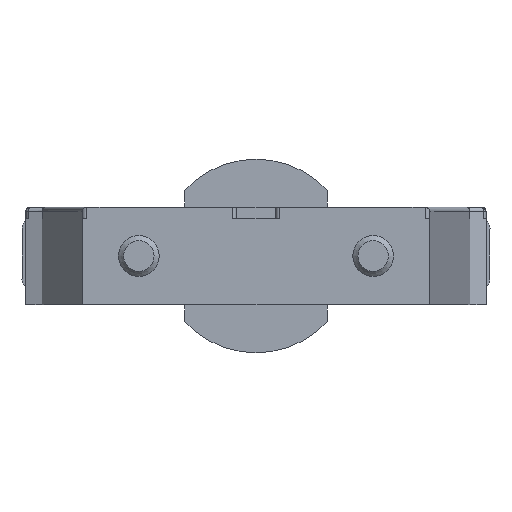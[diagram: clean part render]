
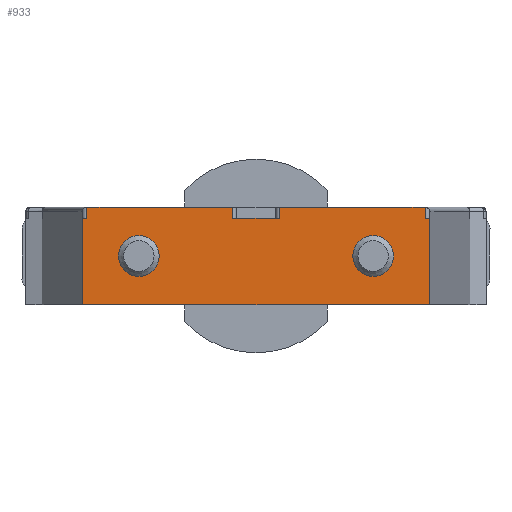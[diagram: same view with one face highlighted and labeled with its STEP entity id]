
A CAD part, front view. The second image highlights one B-rep face of the part: STEP entity #933.
In plain terms, the highlighted planar face has unit normal (0, -1, 0).
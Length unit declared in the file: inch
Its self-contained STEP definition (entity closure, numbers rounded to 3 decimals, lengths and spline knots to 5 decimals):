
#12 = CIRCLE ( 'NONE', #2459, 0.07874 ) ;
#38 = EDGE_LOOP ( 'NONE', ( #7978 ) ) ;
#44 = CARTESIAN_POINT ( 'NONE',  ( -0.09055, 0., 0. ) ) ;
#165 = DIRECTION ( 'NONE',  ( 1., 0., 0. ) ) ;
#196 = CARTESIAN_POINT ( 'NONE',  ( 0.09055, 0., 0.37795 ) ) ;
#364 = EDGE_LOOP ( 'NONE', ( #9100 ) ) ;
#368 = CARTESIAN_POINT ( 'NONE',  ( -0.65651, 0., 0. ) ) ;
#376 = ORIENTED_EDGE ( 'NONE', *, *, #6435, .T. ) ;
#408 = AXIS2_PLACEMENT_3D ( 'NONE', #702, #8305, #5458 ) ;
#439 = DIRECTION ( 'NONE',  ( 0., 0., -1. ) ) ;
#469 = DIRECTION ( 'NONE',  ( 0., 0., -1. ) ) ;
#519 = PLANE ( 'NONE',  #8371 ) ;
#525 = VECTOR ( 'NONE', #2646, 39.37008 ) ;
#544 = CARTESIAN_POINT ( 'NONE',  ( 0.65651, 0., 0.37761 ) ) ;
#702 = CARTESIAN_POINT ( 'NONE',  ( 0.6532, 0., 0.36152 ) ) ;
#791 = EDGE_CURVE ( 'NONE', #10401, #5973, #8067, .T. ) ;
#801 = CARTESIAN_POINT ( 'NONE',  ( -0.66929, 0., 0. ) ) ;
#933 = ADVANCED_FACE ( 'NONE', ( #7125, #5220, #9148 ), #519, .T. ) ;
#1076 = VERTEX_POINT ( 'NONE', #9767 ) ;
#1134 = CARTESIAN_POINT ( 'NONE',  ( -0.65651, 0., 0.33465 ) ) ;
#1158 = EDGE_CURVE ( 'NONE', #2881, #11455, #10458, .T. ) ;
#1185 = CARTESIAN_POINT ( 'NONE',  ( -0.66929, 0., 0. ) ) ;
#1190 = CARTESIAN_POINT ( 'NONE',  ( -0.66929, 0., 0.33465 ) ) ;
#1223 = EDGE_CURVE ( 'NONE', #11605, #8405, #10392, .T. ) ;
#1254 = CARTESIAN_POINT ( 'NONE',  ( 0.45276, 0., 0.18898 ) ) ;
#1311 = CIRCLE ( 'NONE', #4556, 0.01643 ) ;
#1328 = ORIENTED_EDGE ( 'NONE', *, *, #2978, .T. ) ;
#1474 = ORIENTED_EDGE ( 'NONE', *, *, #10275, .T. ) ;
#1663 = CARTESIAN_POINT ( 'NONE',  ( -0.09055, 0., 0.33465 ) ) ;
#1892 = EDGE_CURVE ( 'NONE', #5533, #12147, #1311, .T. ) ;
#1990 = LINE ( 'NONE', #2893, #6133 ) ;
#2110 = DIRECTION ( 'NONE',  ( 0., 1., 0. ) ) ;
#2124 = LINE ( 'NONE', #8901, #4503 ) ;
#2198 = DIRECTION ( 'NONE',  ( 0., 1., 0. ) ) ;
#2200 = VERTEX_POINT ( 'NONE', #7840 ) ;
#2284 = VECTOR ( 'NONE', #5433, 39.37008 ) ;
#2346 = CARTESIAN_POINT ( 'NONE',  ( 0.09055, 0., 0.33465 ) ) ;
#2459 = AXIS2_PLACEMENT_3D ( 'NONE', #1254, #2198, #12283 ) ;
#2646 = DIRECTION ( 'NONE',  ( 0., 0., -1. ) ) ;
#2869 = CARTESIAN_POINT ( 'NONE',  ( -0.6532, 0., 0.37795 ) ) ;
#2881 = VERTEX_POINT ( 'NONE', #5065 ) ;
#2893 = CARTESIAN_POINT ( 'NONE',  ( -0.66929, 0., 0.37795 ) ) ;
#2923 = VERTEX_POINT ( 'NONE', #1134 ) ;
#2978 = EDGE_CURVE ( 'NONE', #2923, #2881, #10842, .T. ) ;
#3014 = ORIENTED_EDGE ( 'NONE', *, *, #10365, .T. ) ;
#3140 = EDGE_CURVE ( 'NONE', #5533, #2923, #7409, .T. ) ;
#3146 = DIRECTION ( 'NONE',  ( -1., 0., 0. ) ) ;
#3244 = EDGE_LOOP ( 'NONE', ( #7274, #1474, #10997, #11701, #9758, #7903, #1328, #12332, #8875, #5734, #3014, #10994, #376, #8685 ) ) ;
#3385 = CARTESIAN_POINT ( 'NONE',  ( -0.66929, 0., 0. ) ) ;
#3528 = EDGE_CURVE ( 'NONE', #3644, #5373, #9238, .T. ) ;
#3644 = VERTEX_POINT ( 'NONE', #5570 ) ;
#3733 = EDGE_CURVE ( 'NONE', #1076, #12147, #1990, .T. ) ;
#3911 = EDGE_CURVE ( 'NONE', #5373, #4099, #12317, .T. ) ;
#3921 = DIRECTION ( 'NONE',  ( 0., 0., 1. ) ) ;
#4099 = VERTEX_POINT ( 'NONE', #2346 ) ;
#4206 = DIRECTION ( 'NONE',  ( -0.202, 0., 0.979 ) ) ;
#4269 = DIRECTION ( 'NONE',  ( 0., 0., -1. ) ) ;
#4270 = CARTESIAN_POINT ( 'NONE',  ( -0.6532, 0., 0.36152 ) ) ;
#4296 = CARTESIAN_POINT ( 'NONE',  ( -0.66929, 0., 0.37795 ) ) ;
#4316 = VECTOR ( 'NONE', #165, 39.37008 ) ;
#4426 = DIRECTION ( 'NONE',  ( 0., 0., 1. ) ) ;
#4503 = VECTOR ( 'NONE', #3146, 39.37008 ) ;
#4521 = CARTESIAN_POINT ( 'NONE',  ( -0.65651, 0., 0.37761 ) ) ;
#4556 = AXIS2_PLACEMENT_3D ( 'NONE', #4270, #2110, #4206 ) ;
#5065 = CARTESIAN_POINT ( 'NONE',  ( -0.66929, 0., 0.33465 ) ) ;
#5132 = VECTOR ( 'NONE', #3921, 39.37008 ) ;
#5194 = CARTESIAN_POINT ( 'NONE',  ( 0.65651, 0., 0.33465 ) ) ;
#5220 = FACE_BOUND ( 'NONE', #364, .T. ) ;
#5260 = DIRECTION ( 'NONE',  ( 0., 0., -1. ) ) ;
#5319 = CIRCLE ( 'NONE', #12412, 0.07874 ) ;
#5373 = VERTEX_POINT ( 'NONE', #196 ) ;
#5433 = DIRECTION ( 'NONE',  ( -1., 0., 0. ) ) ;
#5441 = CARTESIAN_POINT ( 'NONE',  ( 0.65651, 0., 0. ) ) ;
#5458 = DIRECTION ( 'NONE',  ( 0.202, 0., 0.979 ) ) ;
#5533 = VERTEX_POINT ( 'NONE', #4521 ) ;
#5563 = VECTOR ( 'NONE', #5260, 39.37008 ) ;
#5570 = CARTESIAN_POINT ( 'NONE',  ( 0.6532, 0., 0.37795 ) ) ;
#5734 = ORIENTED_EDGE ( 'NONE', *, *, #791, .F. ) ;
#5756 = VECTOR ( 'NONE', #7101, 39.37008 ) ;
#5855 = CARTESIAN_POINT ( 'NONE',  ( 0.66929, 0., 0. ) ) ;
#5863 = DIRECTION ( 'NONE',  ( -1., 0., 0. ) ) ;
#5973 = VERTEX_POINT ( 'NONE', #7567 ) ;
#6011 = VERTEX_POINT ( 'NONE', #6904 ) ;
#6133 = VECTOR ( 'NONE', #5863, 39.37008 ) ;
#6380 = LINE ( 'NONE', #12089, #9761 ) ;
#6435 = EDGE_CURVE ( 'NONE', #8405, #3644, #8910, .T. ) ;
#6904 = CARTESIAN_POINT ( 'NONE',  ( 0.45276, 0., 0.11024 ) ) ;
#7010 = VECTOR ( 'NONE', #4426, 39.37008 ) ;
#7101 = DIRECTION ( 'NONE',  ( -1., 0., 0. ) ) ;
#7108 = CARTESIAN_POINT ( 'NONE',  ( -0.45276, 0., 0.18898 ) ) ;
#7125 = FACE_OUTER_BOUND ( 'NONE', #3244, .T. ) ;
#7236 = DIRECTION ( 'NONE',  ( 0., 1., 0. ) ) ;
#7274 = ORIENTED_EDGE ( 'NONE', *, *, #3911, .T. ) ;
#7387 = CARTESIAN_POINT ( 'NONE',  ( 0.66929, 0., 0.33465 ) ) ;
#7409 = LINE ( 'NONE', #368, #5563 ) ;
#7567 = CARTESIAN_POINT ( 'NONE',  ( 0.66929, 0., 0. ) ) ;
#7836 = CARTESIAN_POINT ( 'NONE',  ( 0., 0., 0. ) ) ;
#7840 = CARTESIAN_POINT ( 'NONE',  ( -0.45276, 0., 0.11024 ) ) ;
#7903 = ORIENTED_EDGE ( 'NONE', *, *, #3140, .T. ) ;
#7978 = ORIENTED_EDGE ( 'NONE', *, *, #11199, .T. ) ;
#8067 = LINE ( 'NONE', #5855, #9418 ) ;
#8305 = DIRECTION ( 'NONE',  ( 0., -1., 0. ) ) ;
#8371 = AXIS2_PLACEMENT_3D ( 'NONE', #3385, #11116, #4269 ) ;
#8405 = VERTEX_POINT ( 'NONE', #544 ) ;
#8543 = VECTOR ( 'NONE', #469, 39.37008 ) ;
#8685 = ORIENTED_EDGE ( 'NONE', *, *, #3528, .T. ) ;
#8802 = LINE ( 'NONE', #44, #5132 ) ;
#8875 = ORIENTED_EDGE ( 'NONE', *, *, #9210, .T. ) ;
#8901 = CARTESIAN_POINT ( 'NONE',  ( -0.66929, 0., 0.33465 ) ) ;
#8910 = CIRCLE ( 'NONE', #408, 0.01643 ) ;
#9100 = ORIENTED_EDGE ( 'NONE', *, *, #11613, .T. ) ;
#9148 = FACE_BOUND ( 'NONE', #38, .T. ) ;
#9210 = EDGE_CURVE ( 'NONE', #11455, #5973, #10650, .T. ) ;
#9238 = LINE ( 'NONE', #4296, #2284 ) ;
#9418 = VECTOR ( 'NONE', #9720, 39.37008 ) ;
#9678 = EDGE_CURVE ( 'NONE', #9694, #1076, #8802, .T. ) ;
#9694 = VERTEX_POINT ( 'NONE', #1663 ) ;
#9720 = DIRECTION ( 'NONE',  ( 0., 0., -1. ) ) ;
#9758 = ORIENTED_EDGE ( 'NONE', *, *, #1892, .F. ) ;
#9761 = VECTOR ( 'NONE', #10246, 39.37008 ) ;
#9767 = CARTESIAN_POINT ( 'NONE',  ( -0.09055, 0., 0.37795 ) ) ;
#10246 = DIRECTION ( 'NONE',  ( -1., 0., 0. ) ) ;
#10275 = EDGE_CURVE ( 'NONE', #4099, #9694, #2124, .T. ) ;
#10365 = EDGE_CURVE ( 'NONE', #10401, #11605, #6380, .T. ) ;
#10392 = LINE ( 'NONE', #5441, #7010 ) ;
#10401 = VERTEX_POINT ( 'NONE', #7387 ) ;
#10458 = LINE ( 'NONE', #801, #525 ) ;
#10650 = LINE ( 'NONE', #7836, #4316 ) ;
#10842 = LINE ( 'NONE', #1190, #5756 ) ;
#10994 = ORIENTED_EDGE ( 'NONE', *, *, #1223, .T. ) ;
#10997 = ORIENTED_EDGE ( 'NONE', *, *, #9678, .T. ) ;
#11116 = DIRECTION ( 'NONE',  ( 0., -1., 0. ) ) ;
#11199 = EDGE_CURVE ( 'NONE', #2200, #2200, #5319, .T. ) ;
#11359 = CARTESIAN_POINT ( 'NONE',  ( 0.09055, 0., 0. ) ) ;
#11455 = VERTEX_POINT ( 'NONE', #1185 ) ;
#11605 = VERTEX_POINT ( 'NONE', #5194 ) ;
#11613 = EDGE_CURVE ( 'NONE', #6011, #6011, #12, .T. ) ;
#11701 = ORIENTED_EDGE ( 'NONE', *, *, #3733, .T. ) ;
#12089 = CARTESIAN_POINT ( 'NONE',  ( -0.66929, 0., 0.33465 ) ) ;
#12147 = VERTEX_POINT ( 'NONE', #2869 ) ;
#12283 = DIRECTION ( 'NONE',  ( 0., 0., -1. ) ) ;
#12317 = LINE ( 'NONE', #11359, #8543 ) ;
#12332 = ORIENTED_EDGE ( 'NONE', *, *, #1158, .T. ) ;
#12412 = AXIS2_PLACEMENT_3D ( 'NONE', #7108, #7236, #439 ) ;
